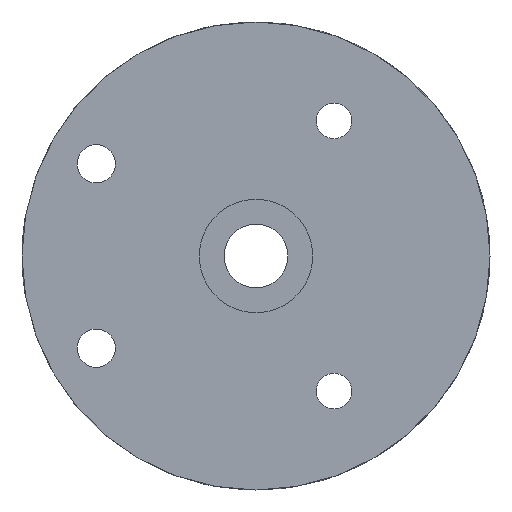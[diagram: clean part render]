
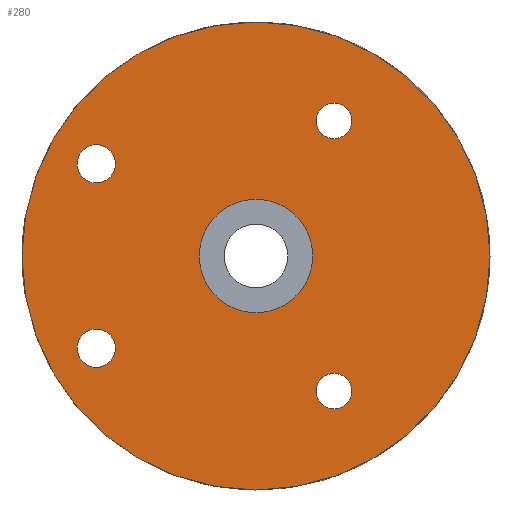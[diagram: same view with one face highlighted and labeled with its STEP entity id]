
A CAD part, front view. The second image highlights one B-rep face of the part: STEP entity #280.
In plain terms, the highlighted planar face has unit normal (0, -1, 0).
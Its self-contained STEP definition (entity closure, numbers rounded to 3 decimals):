
#15=FACE_BOUND('',#59,.T.);
#16=FACE_BOUND('',#60,.T.);
#17=FACE_BOUND('',#61,.T.);
#18=FACE_BOUND('',#62,.T.);
#19=FACE_BOUND('',#63,.T.);
#28=PLANE('',#310);
#42=FACE_OUTER_BOUND('',#58,.T.);
#58=EDGE_LOOP('',(#218));
#59=EDGE_LOOP('',(#219));
#60=EDGE_LOOP('',(#220));
#61=EDGE_LOOP('',(#221));
#62=EDGE_LOOP('',(#222));
#63=EDGE_LOOP('',(#223));
#116=CIRCLE('',#293,1.35);
#118=CIRCLE('',#296,1.35);
#120=CIRCLE('',#299,1.25);
#122=CIRCLE('',#302,1.25);
#127=CIRCLE('',#311,16.5);
#128=CIRCLE('',#312,4.);
#134=VERTEX_POINT('',#417);
#136=VERTEX_POINT('',#423);
#138=VERTEX_POINT('',#429);
#140=VERTEX_POINT('',#435);
#145=VERTEX_POINT('',#452);
#146=VERTEX_POINT('',#454);
#159=EDGE_CURVE('',#134,#134,#116,.T.);
#162=EDGE_CURVE('',#136,#136,#118,.T.);
#165=EDGE_CURVE('',#138,#138,#120,.T.);
#168=EDGE_CURVE('',#140,#140,#122,.T.);
#175=EDGE_CURVE('',#145,#145,#127,.T.);
#176=EDGE_CURVE('',#146,#146,#128,.T.);
#218=ORIENTED_EDGE('',*,*,#175,.T.);
#219=ORIENTED_EDGE('',*,*,#159,.T.);
#220=ORIENTED_EDGE('',*,*,#162,.T.);
#221=ORIENTED_EDGE('',*,*,#165,.T.);
#222=ORIENTED_EDGE('',*,*,#168,.T.);
#223=ORIENTED_EDGE('',*,*,#176,.T.);
#280=ADVANCED_FACE('',(#42,#15,#16,#17,#18,#19),#28,.T.);
#293=AXIS2_PLACEMENT_3D('',#419,#332,#333);
#296=AXIS2_PLACEMENT_3D('',#425,#339,#340);
#299=AXIS2_PLACEMENT_3D('',#431,#346,#347);
#302=AXIS2_PLACEMENT_3D('',#437,#353,#354);
#310=AXIS2_PLACEMENT_3D('',#451,#371,#372);
#311=AXIS2_PLACEMENT_3D('',#453,#373,#374);
#312=AXIS2_PLACEMENT_3D('',#455,#375,#376);
#332=DIRECTION('center_axis',(0.,1.,0.));
#333=DIRECTION('ref_axis',(-1.,0.,0.));
#339=DIRECTION('center_axis',(0.,1.,0.));
#340=DIRECTION('ref_axis',(-1.,0.,0.));
#346=DIRECTION('center_axis',(0.,1.,0.));
#347=DIRECTION('ref_axis',(-1.,0.,0.));
#353=DIRECTION('center_axis',(0.,1.,0.));
#354=DIRECTION('ref_axis',(-1.,0.,0.));
#371=DIRECTION('center_axis',(0.,-1.,0.));
#372=DIRECTION('ref_axis',(1.,0.,0.));
#373=DIRECTION('center_axis',(0.,-1.,0.));
#374=DIRECTION('ref_axis',(1.,0.,0.));
#375=DIRECTION('center_axis',(0.,1.,0.));
#376=DIRECTION('ref_axis',(-1.,0.,0.));
#417=CARTESIAN_POINT('',(32.092,-26.076,9.594));
#419=CARTESIAN_POINT('Origin',(30.742,-26.076,9.594));
#423=CARTESIAN_POINT('',(32.092,-26.076,-3.406));
#425=CARTESIAN_POINT('Origin',(30.742,-26.076,-3.406));
#429=CARTESIAN_POINT('',(48.75,-26.076,-6.432));
#431=CARTESIAN_POINT('Origin',(47.5,-26.076,-6.432));
#435=CARTESIAN_POINT('',(48.75,-26.076,12.62));
#437=CARTESIAN_POINT('Origin',(47.5,-26.076,12.62));
#451=CARTESIAN_POINT('Origin',(42.,-26.076,3.094));
#452=CARTESIAN_POINT('',(25.5,-26.076,3.094));
#453=CARTESIAN_POINT('Origin',(42.,-26.076,3.094));
#454=CARTESIAN_POINT('',(46.,-26.076,3.094));
#455=CARTESIAN_POINT('Origin',(42.,-26.076,3.094));
